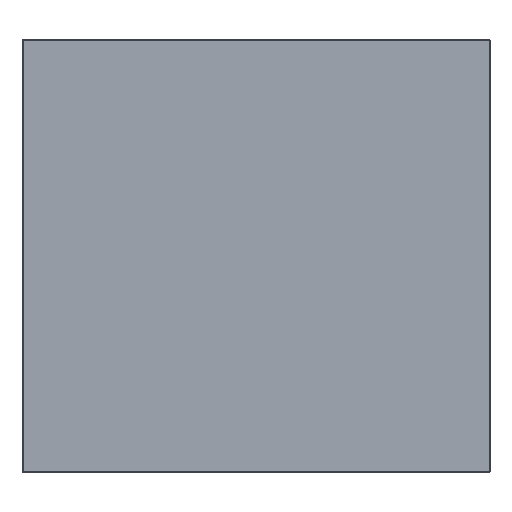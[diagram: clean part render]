
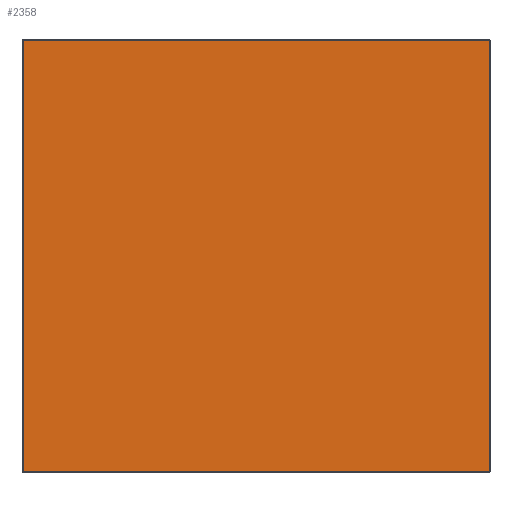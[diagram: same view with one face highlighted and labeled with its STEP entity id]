
A CAD part, left-side view. The second image highlights one B-rep face of the part: STEP entity #2358.
In plain terms, the highlighted planar face has unit normal (-1, 0, 0).
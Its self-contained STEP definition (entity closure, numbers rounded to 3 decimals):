
#164 = CARTESIAN_POINT ( 'NONE',  ( -1., 1.348, -0.625 ) ) ;
#377 = DIRECTION ( 'NONE',  ( 0., 0., 1. ) ) ;
#746 = DIRECTION ( 'NONE',  ( 0., 1., 0. ) ) ;
#773 = CARTESIAN_POINT ( 'NONE',  ( -1., 0.002, -0.623 ) ) ;
#954 = DIRECTION ( 'NONE',  ( 0., 0., -1. ) ) ;
#1185 = VERTEX_POINT ( 'NONE', #4227 ) ;
#1505 = VECTOR ( 'NONE', #6442, 1000. ) ;
#1916 = EDGE_CURVE ( 'NONE', #1185, #5890, #3794, .T. ) ;
#1985 = EDGE_CURVE ( 'NONE', #4969, #3918, #2842, .T. ) ;
#2076 = ORIENTED_EDGE ( 'NONE', *, *, #4471, .T. ) ;
#2146 = DIRECTION ( 'NONE',  ( 0., 0., -1. ) ) ;
#2246 = ORIENTED_EDGE ( 'NONE', *, *, #1916, .T. ) ;
#2358 = ADVANCED_FACE ( 'NONE', ( #3340 ), #4904, .F. ) ;
#2842 = LINE ( 'NONE', #5953, #1505 ) ;
#3073 = VECTOR ( 'NONE', #2146, 1000. ) ;
#3121 = ORIENTED_EDGE ( 'NONE', *, *, #6407, .T. ) ;
#3340 = FACE_OUTER_BOUND ( 'NONE', #5915, .T. ) ;
#3536 = CARTESIAN_POINT ( 'NONE',  ( -1., 1.348, -0.623 ) ) ;
#3794 = LINE ( 'NONE', #5239, #5700 ) ;
#3879 = VECTOR ( 'NONE', #377, 1000. ) ;
#3918 = VERTEX_POINT ( 'NONE', #773 ) ;
#4040 = LINE ( 'NONE', #164, #3073 ) ;
#4227 = CARTESIAN_POINT ( 'NONE',  ( -1., 0.002, 0.623 ) ) ;
#4471 = EDGE_CURVE ( 'NONE', #3918, #1185, #4912, .T. ) ;
#4764 = CARTESIAN_POINT ( 'NONE',  ( -1., 1.348, 0.623 ) ) ;
#4904 = PLANE ( 'NONE',  #6272 ) ;
#4912 = LINE ( 'NONE', #6381, #3879 ) ;
#4969 = VERTEX_POINT ( 'NONE', #3536 ) ;
#5239 = CARTESIAN_POINT ( 'NONE',  ( -1., 1.35, 0.623 ) ) ;
#5429 = DIRECTION ( 'NONE',  ( 1., 0., 0. ) ) ;
#5700 = VECTOR ( 'NONE', #746, 1000. ) ;
#5890 = VERTEX_POINT ( 'NONE', #4764 ) ;
#5915 = EDGE_LOOP ( 'NONE', ( #3121, #6247, #2076, #2246 ) ) ;
#5953 = CARTESIAN_POINT ( 'NONE',  ( -1., 0., -0.623 ) ) ;
#6247 = ORIENTED_EDGE ( 'NONE', *, *, #1985, .T. ) ;
#6272 = AXIS2_PLACEMENT_3D ( 'NONE', #6411, #5429, #954 ) ;
#6381 = CARTESIAN_POINT ( 'NONE',  ( -1., 0.002, 0. ) ) ;
#6407 = EDGE_CURVE ( 'NONE', #5890, #4969, #4040, .T. ) ;
#6411 = CARTESIAN_POINT ( 'NONE',  ( -1., 1.35, 0. ) ) ;
#6442 = DIRECTION ( 'NONE',  ( 0., -1., 0. ) ) ;
